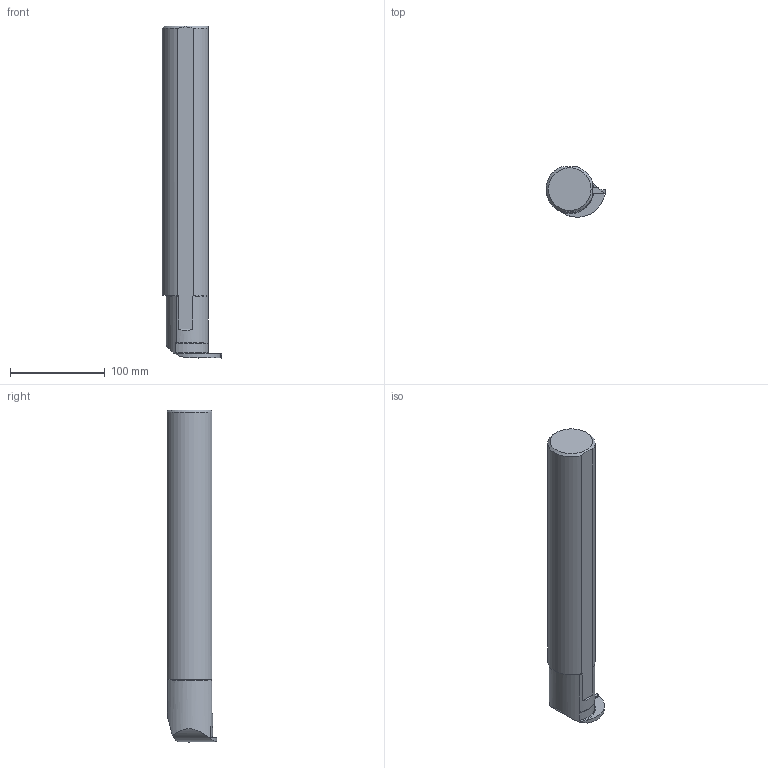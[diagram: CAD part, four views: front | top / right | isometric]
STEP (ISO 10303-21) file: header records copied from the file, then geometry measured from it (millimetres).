
FILE_DESCRIPTION(/* description */ (''),/* implementation_level */ '2;1');
FILE_NAME(/* name */ 'TOOLASSEMBLY_1.STP',/* time_stamp */ '2024-07-03T13:57:32+02:00',/* author */ (''),/* organization */ ('SMS'),/* preprocessor_version */ 'ST-DEVELOPER v16.7',/* originating_system */ 'SIEMENS PLM Software NX 12.0',/* authorisation */ '');
FILE_SCHEMA (('AUTOMOTIVE_DESIGN { 1 0 10303 214 3 1 1 1 }'));
Length unit declared in the file: millimetre
Products named in the file (4): ASSEMBLY_CONSTRUCTION; CUT_20240703135530; NOCUT_20240703135446; TOOLASSEMBLY_1
Assembly tree (3 placements, depth 2):
  TOOLASSEMBLY_1
    NOCUT_20240703135446
    CUT_20240703135530
    ASSEMBLY_CONSTRUCTION
Bounding box: 63.25 x 52.55 x 350 mm (x, y, z)
Volume: 650461.4 mm3; surface area: 58513.3 mm2
Topology: 2 solids, 2 shells, 91 faces, 251 edges, 172 vertices
Faces by surface type: plane 45, cylinder 31, torus 9, extrusion 4, cone 2
Full cylindrical faces by diameter (mm): 6.066 x1, 10.008 x1
Entity records: 4136 total; most frequent: CARTESIAN_POINT 1675, DIRECTION 485, ORIENTED_EDGE 484, EDGE_CURVE 242, AXIS2_PLACEMENT_3D 174, VERTEX_POINT 162, VECTOR 137, LINE 133
